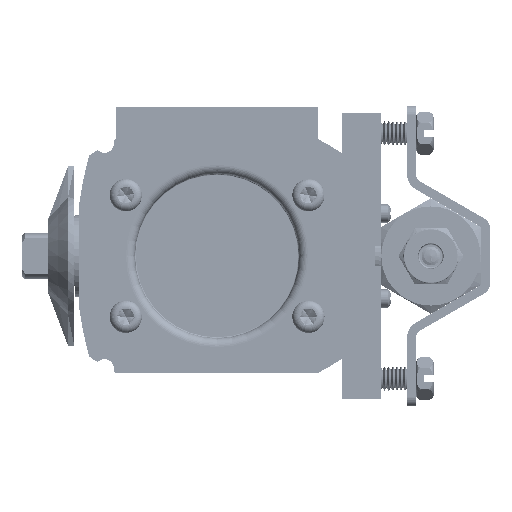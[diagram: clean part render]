
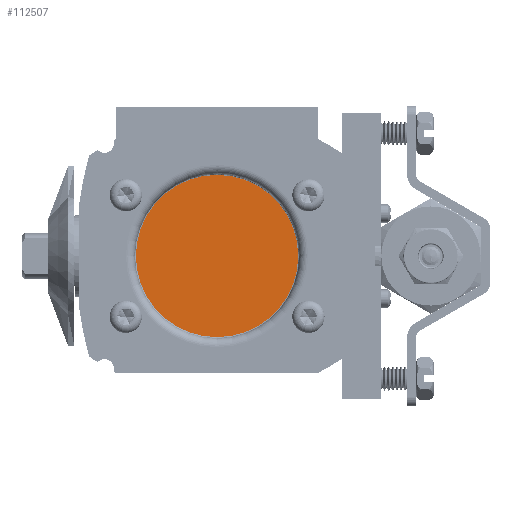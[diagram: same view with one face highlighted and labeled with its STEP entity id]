
A CAD part, left-side view. The second image highlights one B-rep face of the part: STEP entity #112507.
In plain terms, the highlighted planar face has unit normal (-1, 0, 0).
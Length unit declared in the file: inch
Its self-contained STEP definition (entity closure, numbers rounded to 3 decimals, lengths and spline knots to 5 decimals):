
#954 = CARTESIAN_POINT ( 'NONE',  ( -1.4975, 2.136, 0.8105 ) ) ;
#6546 = DIRECTION ( 'NONE',  ( -1., 0., 0. ) ) ;
#14485 = DIRECTION ( 'NONE',  ( -1., 0., 0. ) ) ;
#19434 = AXIS2_PLACEMENT_3D ( 'NONE', #39046, #104753, #48456 ) ;
#21924 = FACE_OUTER_BOUND ( 'NONE', #33740, .T. ) ;
#23018 = AXIS2_PLACEMENT_3D ( 'NONE', #51836, #14485, #80197 ) ;
#33740 = EDGE_LOOP ( 'NONE', ( #79656, #117838 ) ) ;
#38549 = CARTESIAN_POINT ( 'NONE',  ( -1.4975, 2.136, -0.8105 ) ) ;
#39046 = CARTESIAN_POINT ( 'NONE',  ( -1.4975, 2.136, 0. ) ) ;
#48456 = DIRECTION ( 'NONE',  ( 0., 0., 1. ) ) ;
#51836 = CARTESIAN_POINT ( 'NONE',  ( -1.4975, 2.136, 0. ) ) ;
#61331 = PLANE ( 'NONE',  #23018 ) ;
#62872 = CARTESIAN_POINT ( 'NONE',  ( -1.4975, 2.136, 0. ) ) ;
#70985 = EDGE_CURVE ( 'NONE', #103318, #118987, #106074, .T. ) ;
#72243 = DIRECTION ( 'NONE',  ( 0., 0., 1. ) ) ;
#74655 = AXIS2_PLACEMENT_3D ( 'NONE', #62872, #6546, #72243 ) ;
#78239 = EDGE_CURVE ( 'NONE', #118987, #103318, #80528, .T. ) ;
#79656 = ORIENTED_EDGE ( 'NONE', *, *, #70985, .T. ) ;
#80197 = DIRECTION ( 'NONE',  ( 0., 0., 1. ) ) ;
#80528 = CIRCLE ( 'NONE', #19434, 0.8105 ) ;
#103318 = VERTEX_POINT ( 'NONE', #38549 ) ;
#104753 = DIRECTION ( 'NONE',  ( -1., 0., 0. ) ) ;
#106074 = CIRCLE ( 'NONE', #74655, 0.8105 ) ;
#112507 = ADVANCED_FACE ( 'NONE', ( #21924 ), #61331, .T. ) ;
#117838 = ORIENTED_EDGE ( 'NONE', *, *, #78239, .T. ) ;
#118987 = VERTEX_POINT ( 'NONE', #954 ) ;
